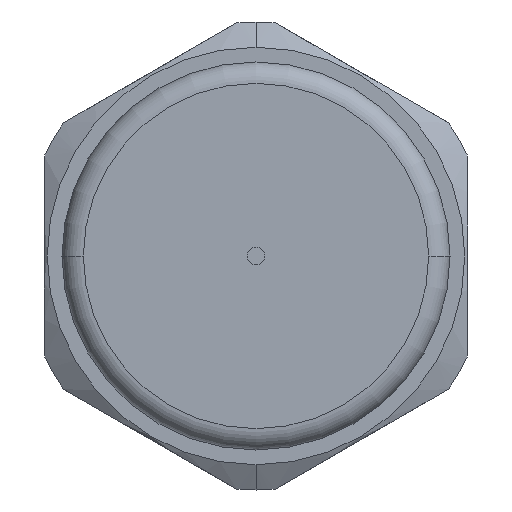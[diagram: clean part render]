
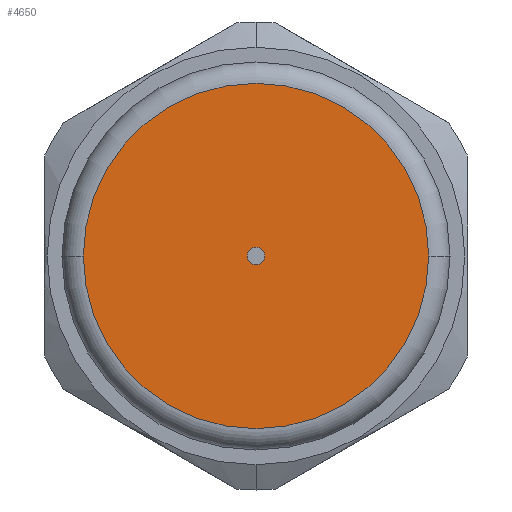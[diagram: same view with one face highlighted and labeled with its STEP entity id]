
A CAD part, left-side view. The second image highlights one B-rep face of the part: STEP entity #4650.
In plain terms, the highlighted planar face has unit normal (-1, 0, 0).
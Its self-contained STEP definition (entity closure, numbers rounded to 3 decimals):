
#37 = CARTESIAN_POINT ( 'NONE',  ( -23., 0., 0. ) ) ;
#93 = DIRECTION ( 'NONE',  ( 0., -1., 0. ) ) ;
#489 = ORIENTED_EDGE ( 'NONE', *, *, #8184, .T. ) ;
#875 = DIRECTION ( 'NONE',  ( 1., 0., 0. ) ) ;
#1349 = CARTESIAN_POINT ( 'NONE',  ( -23., 0., 0. ) ) ;
#1380 = VERTEX_POINT ( 'NONE', #1580 ) ;
#1455 = CARTESIAN_POINT ( 'NONE',  ( -23., -11.658, 0. ) ) ;
#1580 = CARTESIAN_POINT ( 'NONE',  ( -23., 0.6, 0. ) ) ;
#1658 = CIRCLE ( 'NONE', #10276, 11.658 ) ;
#1913 = DIRECTION ( 'NONE',  ( -1., 0., 0. ) ) ;
#2137 = EDGE_CURVE ( 'NONE', #9138, #1380, #4651, .T. ) ;
#2768 = EDGE_LOOP ( 'NONE', ( #10312, #8127 ) ) ;
#2844 = DIRECTION ( 'NONE',  ( 1., 0., 0. ) ) ;
#3404 = ORIENTED_EDGE ( 'NONE', *, *, #2137, .T. ) ;
#3674 = AXIS2_PLACEMENT_3D ( 'NONE', #8232, #4991, #93 ) ;
#3985 = EDGE_CURVE ( 'NONE', #8924, #5545, #1658, .T. ) ;
#4616 = CARTESIAN_POINT ( 'NONE',  ( -23., 11.658, 0. ) ) ;
#4650 = ADVANCED_FACE ( 'NONE', ( #4835, #8925 ), #6821, .T. ) ;
#4651 = CIRCLE ( 'NONE', #3674, 0.6 ) ;
#4835 = FACE_BOUND ( 'NONE', #6704, .T. ) ;
#4991 = DIRECTION ( 'NONE',  ( 1., 0., 0. ) ) ;
#5245 = CIRCLE ( 'NONE', #5638, 0.6 ) ;
#5440 = DIRECTION ( 'NONE',  ( 1., 0., 0. ) ) ;
#5545 = VERTEX_POINT ( 'NONE', #4616 ) ;
#5638 = AXIS2_PLACEMENT_3D ( 'NONE', #37, #875, #7411 ) ;
#6269 = CIRCLE ( 'NONE', #9896, 11.658 ) ;
#6704 = EDGE_LOOP ( 'NONE', ( #3404, #489 ) ) ;
#6707 = DIRECTION ( 'NONE',  ( 0., 1., 0. ) ) ;
#6821 = PLANE ( 'NONE',  #8006 ) ;
#6860 = CARTESIAN_POINT ( 'NONE',  ( -23., -0.6, 0. ) ) ;
#7411 = DIRECTION ( 'NONE',  ( 0., -1., 0. ) ) ;
#7740 = DIRECTION ( 'NONE',  ( 0., -1., 0. ) ) ;
#7942 = EDGE_CURVE ( 'NONE', #5545, #8924, #6269, .T. ) ;
#8006 = AXIS2_PLACEMENT_3D ( 'NONE', #9140, #1913, #6707 ) ;
#8127 = ORIENTED_EDGE ( 'NONE', *, *, #7942, .F. ) ;
#8184 = EDGE_CURVE ( 'NONE', #1380, #9138, #5245, .T. ) ;
#8232 = CARTESIAN_POINT ( 'NONE',  ( -23., 0., 0. ) ) ;
#8515 = CARTESIAN_POINT ( 'NONE',  ( -23., 0., 0. ) ) ;
#8924 = VERTEX_POINT ( 'NONE', #1455 ) ;
#8925 = FACE_OUTER_BOUND ( 'NONE', #2768, .T. ) ;
#9138 = VERTEX_POINT ( 'NONE', #6860 ) ;
#9140 = CARTESIAN_POINT ( 'NONE',  ( -23., -0.6, 0. ) ) ;
#9896 = AXIS2_PLACEMENT_3D ( 'NONE', #1349, #5440, #10288 ) ;
#10276 = AXIS2_PLACEMENT_3D ( 'NONE', #8515, #2844, #7740 ) ;
#10288 = DIRECTION ( 'NONE',  ( 0., -1., 0. ) ) ;
#10312 = ORIENTED_EDGE ( 'NONE', *, *, #3985, .F. ) ;
